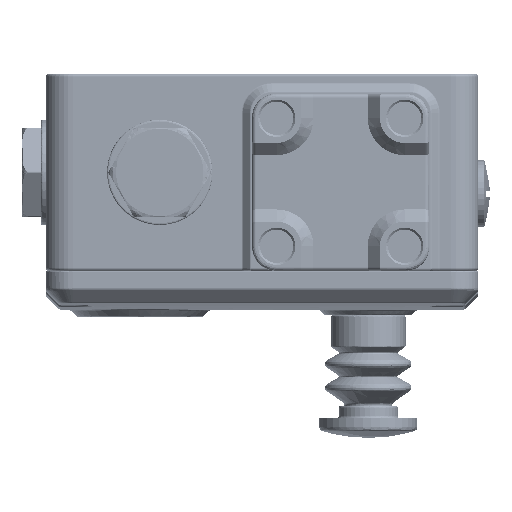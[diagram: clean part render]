
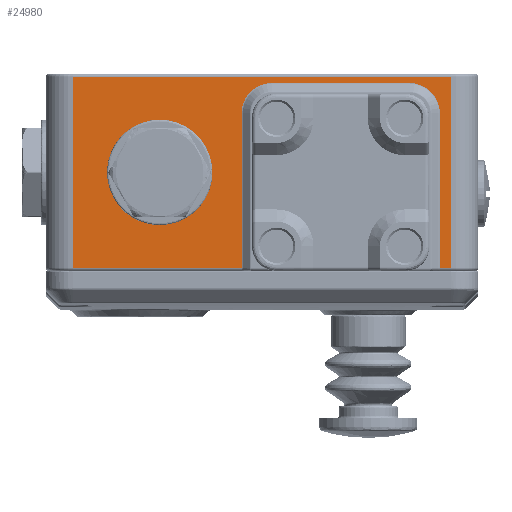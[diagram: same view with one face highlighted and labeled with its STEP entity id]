
A CAD part, left-side view. The second image highlights one B-rep face of the part: STEP entity #24980.
In plain terms, the highlighted face is planar.
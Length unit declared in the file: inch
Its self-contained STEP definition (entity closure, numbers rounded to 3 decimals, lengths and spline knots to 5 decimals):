
#975 = ORIENTED_EDGE ( 'NONE', *, *, #147002, .F. ) ;
#1319 = EDGE_LOOP ( 'NONE', ( #114984, #26680, #24914, #32012, #63920, #115497, #115900, #975, #132304, #147751 ) ) ;
#1467 = AXIS2_PLACEMENT_3D ( 'NONE', #37437, #49390, #38883 ) ;
#6217 = DIRECTION ( 'NONE',  ( 0., 0., -1. ) ) ;
#7079 = CARTESIAN_POINT ( 'NONE',  ( 3.93701, 0.3937, 1.96035 ) ) ;
#10982 = DIRECTION ( 'NONE',  ( 0., 1., 0. ) ) ;
#12012 = DIRECTION ( 'NONE',  ( 0., 0., -1. ) ) ;
#12158 = CARTESIAN_POINT ( 'NONE',  ( 3.93701, 0.02756, 4.33071 ) ) ;
#13065 = CARTESIAN_POINT ( 'NONE',  ( 3.93701, 0.09027, 2.26378 ) ) ;
#17571 = CARTESIAN_POINT ( 'NONE',  ( 3.93701, 0.09027, 3.64173 ) ) ;
#19293 = AXIS2_PLACEMENT_3D ( 'NONE', #52283, #53746, #143340 ) ;
#22935 = CARTESIAN_POINT ( 'NONE',  ( 3.93701, 0., 1.96035 ) ) ;
#24775 = FACE_OUTER_BOUND ( 'NONE', #1319, .T. ) ;
#24829 = CARTESIAN_POINT ( 'NONE',  ( 3.93701, 1.41732, 1.14173 ) ) ;
#24914 = ORIENTED_EDGE ( 'NONE', *, *, #114630, .F. ) ;
#24980 = ADVANCED_FACE ( 'NONE', ( #127087, #24775 ), #58395, .F. ) ;
#25343 = VERTEX_POINT ( 'NONE', #81396 ) ;
#25895 = DIRECTION ( 'NONE',  ( 0., -1., 0. ) ) ;
#26266 = LINE ( 'NONE', #139741, #60317 ) ;
#26287 = VECTOR ( 'NONE', #76743, 39.37008 ) ;
#26680 = ORIENTED_EDGE ( 'NONE', *, *, #116828, .F. ) ;
#27009 = VECTOR ( 'NONE', #57758, 39.37008 ) ;
#32012 = ORIENTED_EDGE ( 'NONE', *, *, #116409, .F. ) ;
#33730 = CIRCLE ( 'NONE', #19293, 0.43307 ) ;
#34135 = DIRECTION ( 'NONE',  ( 0., 0., -1. ) ) ;
#34392 = EDGE_CURVE ( 'NONE', #75736, #130426, #46834, .T. ) ;
#34884 = CARTESIAN_POINT ( 'NONE',  ( 3.93701, 1.94094, 1.96035 ) ) ;
#37437 = CARTESIAN_POINT ( 'NONE',  ( 3.93701, 0., 0. ) ) ;
#38727 = DIRECTION ( 'NONE',  ( 1., 0., 0. ) ) ;
#38883 = DIRECTION ( 'NONE',  ( 0., 0., -1. ) ) ;
#40080 = CARTESIAN_POINT ( 'NONE',  ( 3.93701, 0., 4.05512 ) ) ;
#40489 = AXIS2_PLACEMENT_3D ( 'NONE', #85689, #141648, #73747 ) ;
#43295 = AXIS2_PLACEMENT_3D ( 'NONE', #146118, #136422, #34135 ) ;
#46118 = CARTESIAN_POINT ( 'NONE',  ( 3.93701, 0., 3.94516 ) ) ;
#46834 = LINE ( 'NONE', #22935, #53328 ) ;
#48533 = VERTEX_POINT ( 'NONE', #80454 ) ;
#48673 = VERTEX_POINT ( 'NONE', #17571 ) ;
#49390 = DIRECTION ( 'NONE',  ( -1., 0., 0. ) ) ;
#51217 = ORIENTED_EDGE ( 'NONE', *, *, #144365, .F. ) ;
#52283 = CARTESIAN_POINT ( 'NONE',  ( 3.93701, 0.98425, 1.14173 ) ) ;
#53328 = VECTOR ( 'NONE', #10982, 39.37008 ) ;
#53746 = DIRECTION ( 'NONE',  ( 1., 0., 0. ) ) ;
#55361 = AXIS2_PLACEMENT_3D ( 'NONE', #140294, #38727, #71664 ) ;
#55461 = VECTOR ( 'NONE', #25895, 39.37008 ) ;
#55876 = VERTEX_POINT ( 'NONE', #116820 ) ;
#57719 = CIRCLE ( 'NONE', #55361, 0.30343 ) ;
#57758 = DIRECTION ( 'NONE',  ( 0., 0., 1. ) ) ;
#58395 = PLANE ( 'NONE',  #1467 ) ;
#60317 = VECTOR ( 'NONE', #106158, 39.37008 ) ;
#63047 = ORIENTED_EDGE ( 'NONE', *, *, #128549, .F. ) ;
#63324 = CARTESIAN_POINT ( 'NONE',  ( 3.93701, 1.94094, 0. ) ) ;
#63920 = ORIENTED_EDGE ( 'NONE', *, *, #34392, .F. ) ;
#68812 = LINE ( 'NONE', #104599, #136917 ) ;
#70253 = VERTEX_POINT ( 'NONE', #24829 ) ;
#71664 = DIRECTION ( 'NONE',  ( 0., 1., 0. ) ) ;
#73747 = DIRECTION ( 'NONE',  ( 0., -1., 0. ) ) ;
#75736 = VERTEX_POINT ( 'NONE', #7079 ) ;
#76548 = EDGE_LOOP ( 'NONE', ( #51217, #63047 ) ) ;
#76743 = DIRECTION ( 'NONE',  ( 0., 0., -1. ) ) ;
#79052 = VERTEX_POINT ( 'NONE', #120410 ) ;
#80454 = CARTESIAN_POINT ( 'NONE',  ( 3.93701, 0.02756, 4.05512 ) ) ;
#81396 = CARTESIAN_POINT ( 'NONE',  ( 3.93701, 0.3937, 3.94516 ) ) ;
#82375 = LINE ( 'NONE', #12158, #27009 ) ;
#83714 = VERTEX_POINT ( 'NONE', #97623 ) ;
#84006 = LINE ( 'NONE', #95181, #86816 ) ;
#84230 = LINE ( 'NONE', #40080, #132472 ) ;
#85689 = CARTESIAN_POINT ( 'NONE',  ( 3.93701, 0.98425, 1.14173 ) ) ;
#86816 = VECTOR ( 'NONE', #6217, 39.37008 ) ;
#89534 = EDGE_CURVE ( 'NONE', #79052, #55876, #108151, .T. ) ;
#91093 = CIRCLE ( 'NONE', #43295, 0.30343 ) ;
#95181 = CARTESIAN_POINT ( 'NONE',  ( 3.93701, 1.94094, 0. ) ) ;
#97623 = CARTESIAN_POINT ( 'NONE',  ( 3.93701, 0.55118, 1.14173 ) ) ;
#99509 = EDGE_CURVE ( 'NONE', #48533, #79052, #84230, .T. ) ;
#104599 = CARTESIAN_POINT ( 'NONE',  ( 3.93701, 0.09027, 0. ) ) ;
#106158 = DIRECTION ( 'NONE',  ( 0., -1., 0. ) ) ;
#108151 = LINE ( 'NONE', #63324, #26287 ) ;
#114018 = VERTEX_POINT ( 'NONE', #114227 ) ;
#114227 = CARTESIAN_POINT ( 'NONE',  ( 3.93701, 1.94094, 0.27559 ) ) ;
#114417 = CIRCLE ( 'NONE', #40489, 0.43307 ) ;
#114630 = EDGE_CURVE ( 'NONE', #114018, #120465, #26266, .T. ) ;
#114984 = ORIENTED_EDGE ( 'NONE', *, *, #99509, .F. ) ;
#115497 = ORIENTED_EDGE ( 'NONE', *, *, #128867, .F. ) ;
#115900 = ORIENTED_EDGE ( 'NONE', *, *, #118200, .F. ) ;
#116409 = EDGE_CURVE ( 'NONE', #130426, #114018, #84006, .T. ) ;
#116820 = CARTESIAN_POINT ( 'NONE',  ( 3.93701, 1.94094, 3.94516 ) ) ;
#116828 = EDGE_CURVE ( 'NONE', #120465, #48533, #82375, .T. ) ;
#118200 = EDGE_CURVE ( 'NONE', #48673, #132776, #68812, .T. ) ;
#120410 = CARTESIAN_POINT ( 'NONE',  ( 3.93701, 1.94094, 4.05512 ) ) ;
#120465 = VERTEX_POINT ( 'NONE', #144054 ) ;
#127087 = FACE_BOUND ( 'NONE', #76548, .T. ) ;
#128549 = EDGE_CURVE ( 'NONE', #83714, #70253, #33730, .T. ) ;
#128867 = EDGE_CURVE ( 'NONE', #132776, #75736, #91093, .T. ) ;
#130347 = EDGE_CURVE ( 'NONE', #55876, #25343, #138655, .T. ) ;
#130426 = VERTEX_POINT ( 'NONE', #34884 ) ;
#131197 = DIRECTION ( 'NONE',  ( 0., 1., 0. ) ) ;
#132304 = ORIENTED_EDGE ( 'NONE', *, *, #130347, .F. ) ;
#132472 = VECTOR ( 'NONE', #131197, 39.37008 ) ;
#132776 = VERTEX_POINT ( 'NONE', #13065 ) ;
#136422 = DIRECTION ( 'NONE',  ( 1., 0., 0. ) ) ;
#136917 = VECTOR ( 'NONE', #12012, 39.37008 ) ;
#138655 = LINE ( 'NONE', #46118, #55461 ) ;
#139741 = CARTESIAN_POINT ( 'NONE',  ( 3.93701, 0., 0.27559 ) ) ;
#140294 = CARTESIAN_POINT ( 'NONE',  ( 3.93701, 0.3937, 3.64173 ) ) ;
#141648 = DIRECTION ( 'NONE',  ( 1., 0., 0. ) ) ;
#143340 = DIRECTION ( 'NONE',  ( 0., -1., 0. ) ) ;
#144054 = CARTESIAN_POINT ( 'NONE',  ( 3.93701, 0.02756, 0.27559 ) ) ;
#144365 = EDGE_CURVE ( 'NONE', #70253, #83714, #114417, .T. ) ;
#146118 = CARTESIAN_POINT ( 'NONE',  ( 3.93701, 0.3937, 2.26378 ) ) ;
#147002 = EDGE_CURVE ( 'NONE', #25343, #48673, #57719, .T. ) ;
#147751 = ORIENTED_EDGE ( 'NONE', *, *, #89534, .F. ) ;
